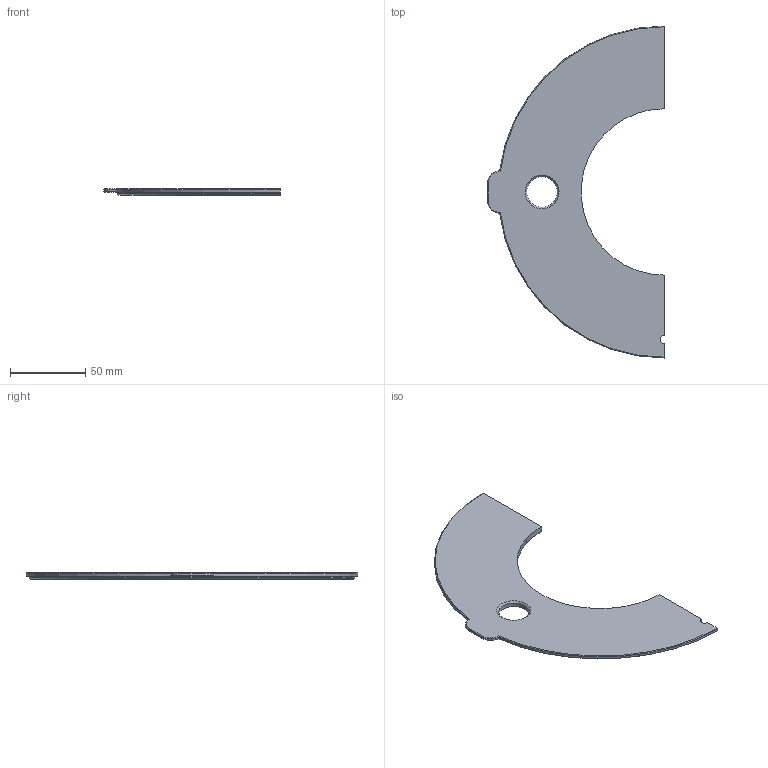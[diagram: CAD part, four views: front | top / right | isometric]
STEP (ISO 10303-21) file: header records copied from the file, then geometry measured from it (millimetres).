
FILE_DESCRIPTION(('HOOPS Exchange Step'),'2;1');
FILE_NAME('temp_export','2024-10-14T12:59:46-05:00',('mobile'),('Shapr3D Limited'),'HOOPS Exchange 2024.2','Shapr3D','Authorized');
FILE_SCHEMA( ('AP203_CONFIGURATION_CONTROLLED_3D_DESIGN_OF_MECHANICAL_PARTS_AND_ASSEMBLIES_MIM_LF') );
Length unit declared in the file: millimetre
Products named in the file (1): Tapa grande A
Bounding box: 117 x 220 x 4 mm (x, y, z)
Volume: 54363.4 mm3; surface area: 30635.1 mm2
Topology: 1 solids, 1 shells, 29 faces, 74 edges, 47 vertices
Faces by surface type: cylinder 11, plane 9, cone 7, torus 2
Full cylindrical faces by diameter (mm): 20.3 x1
Entity records: 919 total; most frequent: DIRECTION 165, CARTESIAN_POINT 163, ORIENTED_EDGE 148, EDGE_CURVE 74, AXIS2_PLACEMENT_3D 65, VERTEX_POINT 47, VECTOR 35, LINE 35
